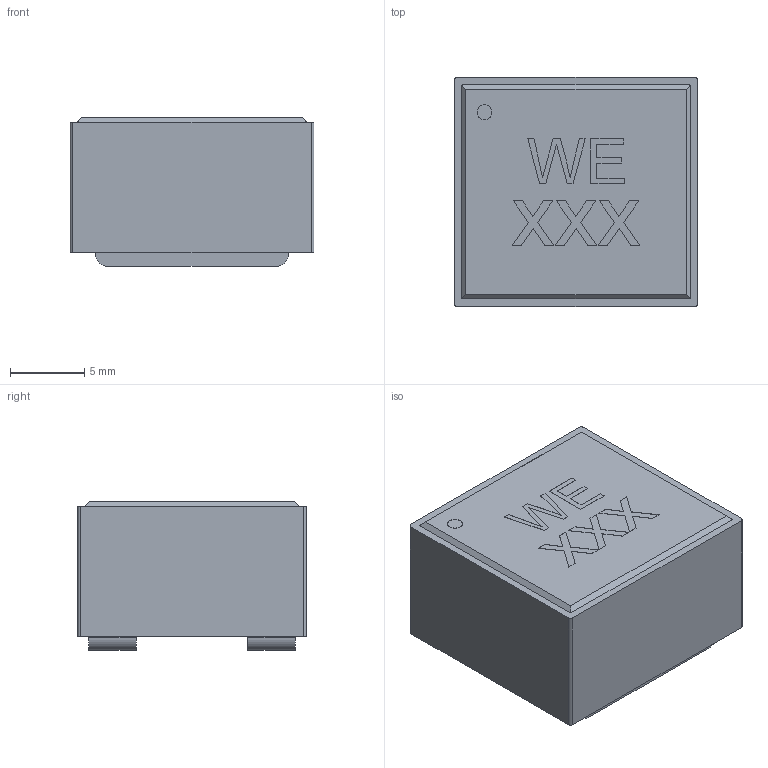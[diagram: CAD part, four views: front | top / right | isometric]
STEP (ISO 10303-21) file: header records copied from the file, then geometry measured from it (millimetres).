
FILE_DESCRIPTION(/* description */ ('Unknown'),/* implementation_level */ '2;1');
FILE_NAME(/* name */ '78439370xxx',/* time_stamp */ '2021-09-29T09:55:17+02:00',/* author */ ('Unknown'),/* organization */ ('Unknown'),/* preprocessor_version */ 'ST-DEVELOPER v16.7',/* originating_system */ 'Solid Edge',/* authorisation */ 'Unknown');
FILE_SCHEMA (('AUTOMOTIVE_DESIGN {1 0 10303 214 3 1 1}'));
Length unit declared in the file: millimetre
Products named in the file (1): 74439370330
Bounding box: 16.4 x 15.4 x 10 mm (x, y, z)
Volume: 2358.7 mm3; surface area: 1122.1 mm2
Topology: 1 solids, 1 shells, 101 faces, 270 edges, 180 vertices
Faces by surface type: plane 73, bspline 15, cylinder 13
Full cylindrical faces by diameter (mm): 1 x1
Entity records: 4127 total; most frequent: CARTESIAN_POINT 1126, ORIENTED_EDGE 538, DIRECTION 351, EDGE_CURVE 269, VERTEX_POINT 180, B_SPLINE_CURVE_WITH_KNOTS 122, LINE 117, VECTOR 117
